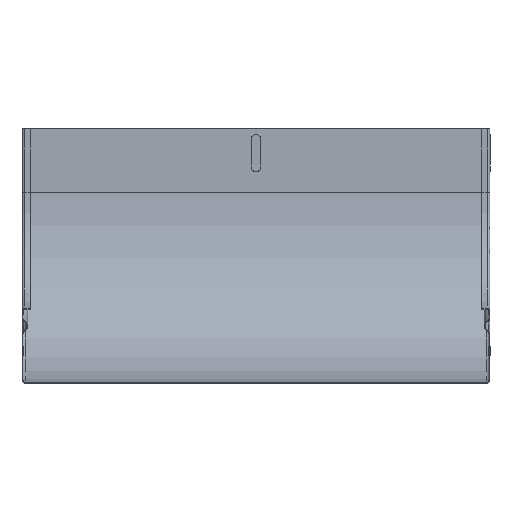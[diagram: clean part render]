
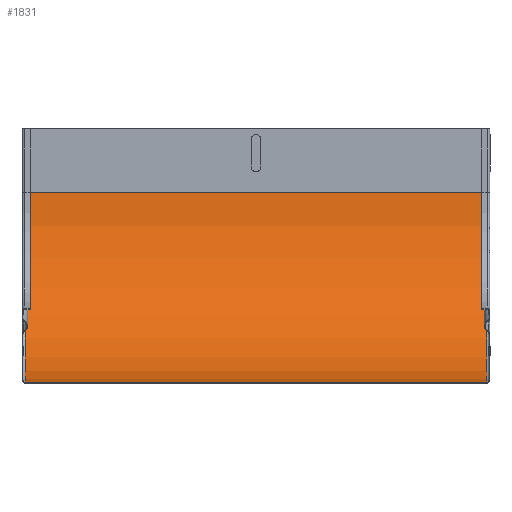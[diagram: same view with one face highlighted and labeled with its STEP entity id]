
A CAD part, left-side view. The second image highlights one B-rep face of the part: STEP entity #1831.
In plain terms, the highlighted cylindrical face has radius 163.3 mm (diameter 326.6 mm), a partial arc.
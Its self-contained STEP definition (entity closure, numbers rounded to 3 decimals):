
#60=CYLINDRICAL_SURFACE('',#2055,163.3);
#157=FACE_OUTER_BOUND('',#263,.T.);
#263=EDGE_LOOP('',(#1501,#1502,#1503,#1504));
#379=CIRCLE('',#2014,163.3);
#402=CIRCLE('',#2056,163.3);
#543=LINE('',#3176,#687);
#545=LINE('',#3180,#689);
#687=VECTOR('',#2550,1.);
#689=VECTOR('',#2554,1.);
#785=VERTEX_POINT('',#2896);
#846=VERTEX_POINT('',#3075);
#878=VERTEX_POINT('',#3175);
#879=VERTEX_POINT('',#3179);
#1066=EDGE_CURVE('',#785,#846,#379,.T.);
#1116=EDGE_CURVE('',#846,#878,#543,.T.);
#1118=EDGE_CURVE('',#879,#785,#545,.T.);
#1119=EDGE_CURVE('',#879,#878,#402,.T.);
#1501=ORIENTED_EDGE('',*,*,#1118,.F.);
#1502=ORIENTED_EDGE('',*,*,#1119,.T.);
#1503=ORIENTED_EDGE('',*,*,#1116,.F.);
#1504=ORIENTED_EDGE('',*,*,#1066,.F.);
#1831=ADVANCED_FACE('',(#157),#60,.F.);
#2014=AXIS2_PLACEMENT_3D('',#3076,#2441,#2442);
#2055=AXIS2_PLACEMENT_3D('',#3178,#2552,#2553);
#2056=AXIS2_PLACEMENT_3D('',#3181,#2555,#2556);
#2441=DIRECTION('center_axis',(0.,-1.,0.));
#2442=DIRECTION('ref_axis',(0.,0.,-1.));
#2550=DIRECTION('',(0.,-1.,0.));
#2552=DIRECTION('center_axis',(0.,-1.,0.));
#2553=DIRECTION('ref_axis',(0.,0.,-1.));
#2554=DIRECTION('',(0.,1.,0.));
#2555=DIRECTION('center_axis',(0.,-1.,0.));
#2556=DIRECTION('ref_axis',(0.,0.,
-1.));
#2896=CARTESIAN_POINT('',(49.42,404.634,5.483));
#3075=CARTESIAN_POINT('',(212.72,404.634,168.783));
#3076=CARTESIAN_POINT('Origin',(49.42,404.634,168.783));
#3175=CARTESIAN_POINT('',(212.72,7.434,168.783));
#3176=CARTESIAN_POINT('',(212.72,106.034,168.783));
#3178=CARTESIAN_POINT('Origin',(49.42,130.334,168.783));
#3179=CARTESIAN_POINT('',(49.42,7.434,5.483));
#3180=CARTESIAN_POINT('',(49.42,106.034,5.483));
#3181=CARTESIAN_POINT('Origin',(49.42,7.434,168.783));
